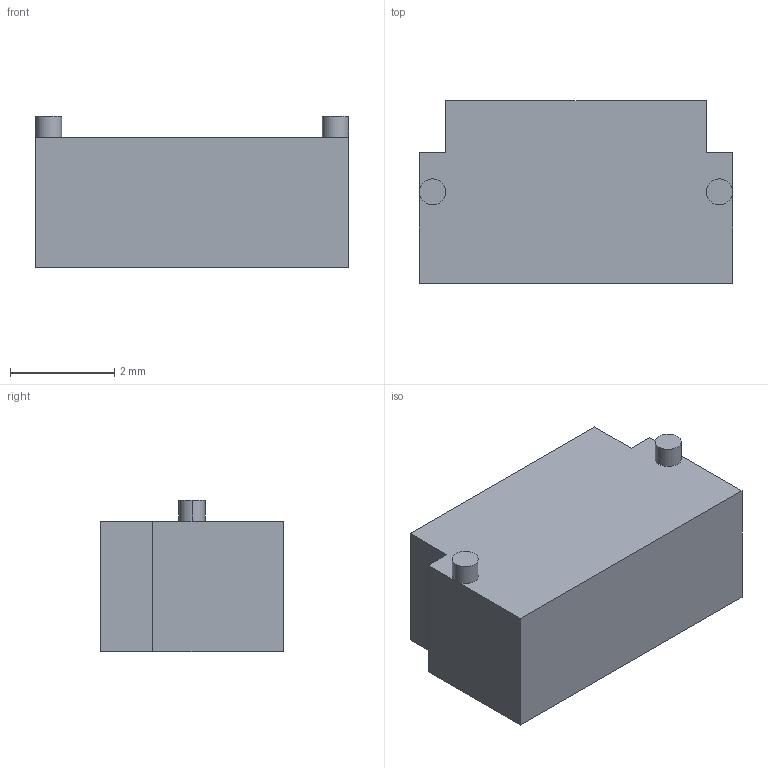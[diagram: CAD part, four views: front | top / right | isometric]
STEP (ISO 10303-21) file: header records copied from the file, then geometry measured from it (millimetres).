
FILE_DESCRIPTION (( 'STEP AP214' ), '1' );
FILE_NAME ('YZ193115035T-02025-01.STEP', '2023-11-20T13:51:01', ( '' ), ( '' ), 'SwSTEP 2.0', 'SolidWorks 2023', '' );
FILE_SCHEMA (( 'AUTOMOTIVE_DESIGN' ));
Length unit declared in the file: millimetre
Products named in the file (1): YZ193115035T-02025-01
Bounding box: 6 x 3.5 x 2.9 mm (x, y, z)
Volume: 49.8 mm3; surface area: 89.7 mm2
Topology: 1 solids, 1 shells, 22 faces, 50 edges, 32 vertices
Faces by surface type: plane 14, cylinder 8
Entity records: 641 total; most frequent: DIRECTION 112, CARTESIAN_POINT 105, ORIENTED_EDGE 100, EDGE_CURVE 50, AXIS2_PLACEMENT_3D 39, LINE 34, VECTOR 34, VERTEX_POINT 32
